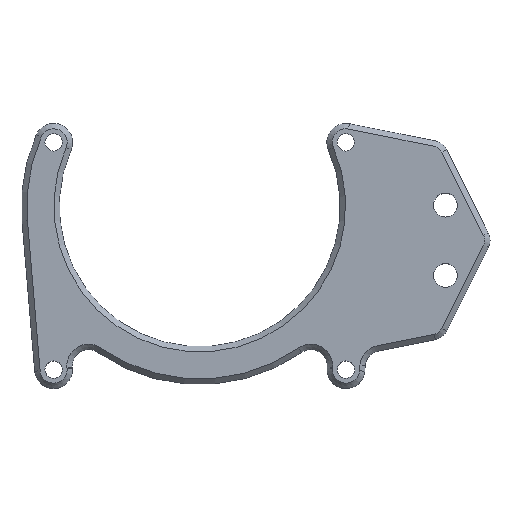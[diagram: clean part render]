
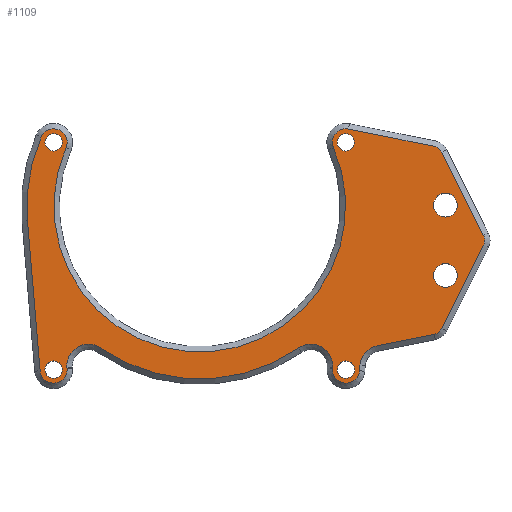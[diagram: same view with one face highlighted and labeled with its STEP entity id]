
A CAD part, top view. The second image highlights one B-rep face of the part: STEP entity #1109.
In plain terms, the highlighted planar face has unit normal (0, 0, 1).
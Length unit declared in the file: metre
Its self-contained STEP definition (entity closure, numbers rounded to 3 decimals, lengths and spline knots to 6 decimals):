
#52=CIRCLE('',#1201,0.0011);
#54=CIRCLE('',#1204,0.0011);
#56=CIRCLE('',#1207,0.0008);
#58=CIRCLE('',#1210,0.0008);
#60=CIRCLE('',#1213,0.0008);
#62=CIRCLE('',#1217,0.0008);
#64=CIRCLE('',#1220,0.001);
#65=CIRCLE('',#1221,0.00125);
#66=CIRCLE('',#1222,0.013479);
#67=CIRCLE('',#1223,0.00125);
#68=CIRCLE('',#1224,0.015979);
#69=CIRCLE('',#1225,0.00125);
#70=CIRCLE('',#1226,0.002);
#71=CIRCLE('',#1227,0.015979);
#72=CIRCLE('',#1228,0.002);
#73=CIRCLE('',#1229,0.00125);
#74=CIRCLE('',#1230,0.002);
#75=CIRCLE('',#1231,0.001);
#76=CIRCLE('',#1232,0.001);
#193=ORIENTED_EDGE('',*,*,#502,.F.);
#194=ORIENTED_EDGE('',*,*,#503,.F.);
#195=ORIENTED_EDGE('',*,*,#504,.F.);
#196=ORIENTED_EDGE('',*,*,#505,.F.);
#197=ORIENTED_EDGE('',*,*,#506,.F.);
#198=ORIENTED_EDGE('',*,*,#507,.F.);
#199=ORIENTED_EDGE('',*,*,#508,.F.);
#200=ORIENTED_EDGE('',*,*,#509,.F.);
#201=ORIENTED_EDGE('',*,*,#510,.F.);
#202=ORIENTED_EDGE('',*,*,#511,.F.);
#203=ORIENTED_EDGE('',*,*,#512,.F.);
#204=ORIENTED_EDGE('',*,*,#513,.F.);
#205=ORIENTED_EDGE('',*,*,#514,.F.);
#206=ORIENTED_EDGE('',*,*,#515,.F.);
#207=ORIENTED_EDGE('',*,*,#516,.F.);
#208=ORIENTED_EDGE('',*,*,#517,.F.);
#209=ORIENTED_EDGE('',*,*,#518,.F.);
#210=ORIENTED_EDGE('',*,*,#519,.F.);
#211=ORIENTED_EDGE('',*,*,#520,.F.);
#212=ORIENTED_EDGE('',*,*,#521,.F.);
#213=ORIENTED_EDGE('',*,*,#522,.F.);
#214=ORIENTED_EDGE('',*,*,#495,.T.);
#215=ORIENTED_EDGE('',*,*,#493,.T.);
#216=ORIENTED_EDGE('',*,*,#491,.F.);
#217=ORIENTED_EDGE('',*,*,#489,.T.);
#218=ORIENTED_EDGE('',*,*,#487,.T.);
#219=ORIENTED_EDGE('',*,*,#500,.F.);
#487=EDGE_CURVE('',#638,#638,#52,.T.);
#489=EDGE_CURVE('',#640,#640,#54,.T.);
#491=EDGE_CURVE('',#642,#642,#56,.T.);
#493=EDGE_CURVE('',#644,#644,#58,.T.);
#495=EDGE_CURVE('',#646,#646,#60,.T.);
#500=EDGE_CURVE('',#650,#650,#62,.T.);
#502=EDGE_CURVE('',#652,#653,#64,.T.);
#503=EDGE_CURVE('',#654,#652,#731,.T.);
#504=EDGE_CURVE('',#655,#654,#65,.T.);
#505=EDGE_CURVE('',#656,#655,#66,.F.);
#506=EDGE_CURVE('',#657,#656,#67,.T.);
#507=EDGE_CURVE('',#658,#657,#68,.T.);
#508=EDGE_CURVE('',#659,#658,#732,.T.);
#509=EDGE_CURVE('',#660,#659,#69,.T.);
#510=EDGE_CURVE('',#661,#660,#733,.T.);
#511=EDGE_CURVE('',#662,#661,#70,.F.);
#512=EDGE_CURVE('',#663,#662,#71,.T.);
#513=EDGE_CURVE('',#664,#663,#72,.F.);
#514=EDGE_CURVE('',#665,#664,#734,.T.);
#515=EDGE_CURVE('',#666,#665,#73,.T.);
#516=EDGE_CURVE('',#667,#666,#735,.T.);
#517=EDGE_CURVE('',#668,#667,#74,.F.);
#518=EDGE_CURVE('',#669,#668,#736,.T.);
#519=EDGE_CURVE('',#670,#669,#75,.T.);
#520=EDGE_CURVE('',#671,#670,#737,.T.);
#521=EDGE_CURVE('',#672,#671,#76,.T.);
#522=EDGE_CURVE('',#653,#672,#738,.T.);
#638=VERTEX_POINT('',#1779);
#640=VERTEX_POINT('',#1784);
#642=VERTEX_POINT('',#1789);
#644=VERTEX_POINT('',#1794);
#646=VERTEX_POINT('',#1799);
#650=VERTEX_POINT('',#1810);
#652=VERTEX_POINT('',#1815);
#653=VERTEX_POINT('',#1816);
#654=VERTEX_POINT('',#1818);
#655=VERTEX_POINT('',#1820);
#656=VERTEX_POINT('',#1822);
#657=VERTEX_POINT('',#1824);
#658=VERTEX_POINT('',#1826);
#659=VERTEX_POINT('',#1828);
#660=VERTEX_POINT('',#1830);
#661=VERTEX_POINT('',#1832);
#662=VERTEX_POINT('',#1834);
#663=VERTEX_POINT('',#1836);
#664=VERTEX_POINT('',#1838);
#665=VERTEX_POINT('',#1840);
#666=VERTEX_POINT('',#1842);
#667=VERTEX_POINT('',#1844);
#668=VERTEX_POINT('',#1846);
#669=VERTEX_POINT('',#1848);
#670=VERTEX_POINT('',#1850);
#671=VERTEX_POINT('',#1852);
#672=VERTEX_POINT('',#1854);
#731=LINE('',#1817,#826);
#732=LINE('',#1827,#827);
#733=LINE('',#1831,#828);
#734=LINE('',#1839,#829);
#735=LINE('',#1843,#830);
#736=LINE('',#1847,#831);
#737=LINE('',#1851,#832);
#738=LINE('',#1855,#833);
#826=VECTOR('',#1444,1.);
#827=VECTOR('',#1453,1.);
#828=VECTOR('',#1456,1.);
#829=VECTOR('',#1463,1.);
#830=VECTOR('',#1466,1.);
#831=VECTOR('',#1469,1.);
#832=VECTOR('',#1472,1.);
#833=VECTOR('',#1475,1.);
#911=EDGE_LOOP('',(#193,#194,#195,#196,#197,#198,#199,#200,#201,#202,#203,
#204,#205,#206,#207,#208,#209,#210,#211,#212,#213));
#912=EDGE_LOOP('',(#214));
#913=EDGE_LOOP('',(#215));
#914=EDGE_LOOP('',(#216));
#915=EDGE_LOOP('',(#217));
#916=EDGE_LOOP('',(#218));
#917=EDGE_LOOP('',(#219));
#1000=FACE_BOUND('',#911,.T.);
#1001=FACE_BOUND('',#912,.T.);
#1002=FACE_BOUND('',#913,.T.);
#1003=FACE_BOUND('',#914,.T.);
#1004=FACE_BOUND('',#915,.T.);
#1005=FACE_BOUND('',#916,.T.);
#1006=FACE_BOUND('',#917,.T.);
#1070=PLANE('',#1219);
#1109=ADVANCED_FACE('',(#1000,#1001,#1002,#1003,#1004,#1005,#1006),#1070,
 .T.);
#1201=AXIS2_PLACEMENT_3D('',#1778,#1401,#1402);
#1204=AXIS2_PLACEMENT_3D('',#1783,#1407,#1408);
#1207=AXIS2_PLACEMENT_3D('',#1788,#1413,#1414);
#1210=AXIS2_PLACEMENT_3D('',#1793,#1419,#1420);
#1213=AXIS2_PLACEMENT_3D('',#1798,#1425,#1426);
#1217=AXIS2_PLACEMENT_3D('',#1809,#1436,#1437);
#1219=AXIS2_PLACEMENT_3D('',#1813,#1440,#1441);
#1220=AXIS2_PLACEMENT_3D('',#1814,#1442,#1443);
#1221=AXIS2_PLACEMENT_3D('',#1819,#1445,#1446);
#1222=AXIS2_PLACEMENT_3D('',#1821,#1447,#1448);
#1223=AXIS2_PLACEMENT_3D('',#1823,#1449,#1450);
#1224=AXIS2_PLACEMENT_3D('',#1825,#1451,#1452);
#1225=AXIS2_PLACEMENT_3D('',#1829,#1454,#1455);
#1226=AXIS2_PLACEMENT_3D('',#1833,#1457,#1458);
#1227=AXIS2_PLACEMENT_3D('',#1835,#1459,#1460);
#1228=AXIS2_PLACEMENT_3D('',#1837,#1461,#1462);
#1229=AXIS2_PLACEMENT_3D('',#1841,#1464,#1465);
#1230=AXIS2_PLACEMENT_3D('',#1845,#1467,#1468);
#1231=AXIS2_PLACEMENT_3D('',#1849,#1470,#1471);
#1232=AXIS2_PLACEMENT_3D('',#1853,#1473,#1474);
#1401=DIRECTION('',(0.,0.,-1.));
#1402=DIRECTION('',(-1.,0.,0.));
#1407=DIRECTION('',(0.,0.,-1.));
#1408=DIRECTION('',(-1.,0.,0.));
#1413=DIRECTION('',(0.,0.,1.));
#1414=DIRECTION('',(-1.,0.,0.));
#1419=DIRECTION('',(0.,0.,-1.));
#1420=DIRECTION('',(-1.,0.,0.));
#1425=DIRECTION('',(0.,0.,-1.));
#1426=DIRECTION('',(-1.,0.,0.));
#1436=DIRECTION('',(0.,0.,1.));
#1437=DIRECTION('',(-1.,0.,0.));
#1440=DIRECTION('',(0.,0.,1.));
#1441=DIRECTION('',(-1.,0.,0.));
#1442=DIRECTION('',(0.,0.,-1.));
#1443=DIRECTION('',(-1.,0.,0.));
#1444=DIRECTION('',(0.98,-0.197,0.));
#1445=DIRECTION('',(0.,0.,-1.));
#1446=DIRECTION('',(-1.,0.,0.));
#1447=DIRECTION('',(0.,0.,-1.));
#1448=DIRECTION('',(-1.,0.,0.));
#1449=DIRECTION('',(0.,0.,-1.));
#1450=DIRECTION('',(-1.,0.,0.));
#1451=DIRECTION('',(0.,0.,-1.));
#1452=DIRECTION('',(-1.,0.,0.));
#1453=DIRECTION('',(-0.084,0.996,0.));
#1454=DIRECTION('',(0.,0.,-1.));
#1455=DIRECTION('',(-1.,0.,0.));
#1456=DIRECTION('',(0.084,-0.996,0.));
#1457=DIRECTION('',(0.,0.,-1.));
#1458=DIRECTION('',(-1.,0.,0.));
#1459=DIRECTION('',(0.,0.,-1.));
#1460=DIRECTION('',(-1.,0.,0.));
#1461=DIRECTION('',(0.,0.,-1.));
#1462=DIRECTION('',(-1.,0.,0.));
#1463=DIRECTION('',(0.084,0.996,0.));
#1464=DIRECTION('',(0.,0.,-1.));
#1465=DIRECTION('',(-1.,0.,0.));
#1466=DIRECTION('',(-0.084,-0.996,0.));
#1467=DIRECTION('',(0.,0.,-1.));
#1468=DIRECTION('',(-1.,0.,0.));
#1469=DIRECTION('',(-0.98,-0.197,0.));
#1470=DIRECTION('',(0.,0.,-1.));
#1471=DIRECTION('',(-1.,0.,0.));
#1472=DIRECTION('',(-0.447,-0.895,0.));
#1473=DIRECTION('',(0.,0.,-1.));
#1474=DIRECTION('',(-1.,0.,0.));
#1475=DIRECTION('',(0.447,-0.895,0.));
#1778=CARTESIAN_POINT('',(-0.0043,-0.003259,0.00495));
#1779=CARTESIAN_POINT('',(-0.0054,-0.003259,0.00495));
#1783=CARTESIAN_POINT('',(-0.0043,0.003241,0.00495));
#1784=CARTESIAN_POINT('',(-0.0054,0.003241,0.00495));
#1788=CARTESIAN_POINT('',(-0.01349,-0.011961,0.00495));
#1789=CARTESIAN_POINT('',(-0.01429,-0.011961,0.00495));
#1793=CARTESIAN_POINT('',(-0.040497,0.009039,0.00495));
#1794=CARTESIAN_POINT('',(-0.041297,0.009039,0.00495));
#1798=CARTESIAN_POINT('',(-0.040504,-0.011961,0.00495));
#1799=CARTESIAN_POINT('',(-0.041304,-0.011961,0.00495));
#1809=CARTESIAN_POINT('',(-0.013497,0.009039,0.00495));
#1810=CARTESIAN_POINT('',(-0.014297,0.009039,0.00495));
#1813=CARTESIAN_POINT('',(-0.021738,-0.001461,0.00495));
#1814=CARTESIAN_POINT('',(-0.005526,0.007696,0.00495));
#1815=CARTESIAN_POINT('',(-0.005329,0.008676,0.00495));
#1816=CARTESIAN_POINT('',(-0.004632,0.008143,0.00495));
#1817=CARTESIAN_POINT('',(-0.005329,0.008676,0.00495));
#1818=CARTESIAN_POINT('',(-0.013251,0.010265,0.00495));
#1819=CARTESIAN_POINT('',(-0.013497,0.009039,0.00495));
#1820=CARTESIAN_POINT('',(-0.014643,0.008539,0.00495));
#1821=CARTESIAN_POINT('',(-0.026997,0.00315,0.00495));
#1822=CARTESIAN_POINT('',(-0.039351,0.008539,0.00495));
#1823=CARTESIAN_POINT('',(-0.040497,0.009039,0.00495));
#1824=CARTESIAN_POINT('',(-0.041643,0.009539,0.00495));
#1825=CARTESIAN_POINT('',(-0.026997,0.00315,0.00495));
#1826=CARTESIAN_POINT('',(-0.042919,0.001808,0.00495));
#1827=CARTESIAN_POINT('',(-0.042919,0.001808,0.00495));
#1828=CARTESIAN_POINT('',(-0.04175,-0.012066,0.00495));
#1829=CARTESIAN_POINT('',(-0.040504,-0.011961,0.00495));
#1830=CARTESIAN_POINT('',(-0.039259,-0.011856,0.00495));
#1831=CARTESIAN_POINT('',(-0.040005,-0.003,0.00495));
#1832=CARTESIAN_POINT('',(-0.039266,-0.011771,0.00495));
#1833=CARTESIAN_POINT('',(-0.037273,-0.011603,0.00495));
#1834=CARTESIAN_POINT('',(-0.03613,-0.009962,0.00495));
#1835=CARTESIAN_POINT('',(-0.026997,0.00315,0.00495));
#1836=CARTESIAN_POINT('',(-0.017864,-0.009962,0.00495));
#1837=CARTESIAN_POINT('',(-0.016721,-0.011603,0.00495));
#1838=CARTESIAN_POINT('',(-0.014728,-0.011771,0.00495));
#1839=CARTESIAN_POINT('',(-0.014728,-0.011771,0.00495));
#1840=CARTESIAN_POINT('',(-0.014735,-0.011856,0.00495));
#1841=CARTESIAN_POINT('',(-0.01349,-0.011961,0.00495));
#1842=CARTESIAN_POINT('',(-0.012244,-0.012066,0.00495));
#1843=CARTESIAN_POINT('',(-0.012244,-0.012066,0.00495));
#1844=CARTESIAN_POINT('',(-0.0122,-0.011545,0.00495));
#1845=CARTESIAN_POINT('',(-0.010207,-0.011713,0.00495));
#1846=CARTESIAN_POINT('',(-0.010601,-0.009752,0.00495));
#1847=CARTESIAN_POINT('',(-0.010601,-0.009752,0.00495));
#1848=CARTESIAN_POINT('',(-0.005329,-0.008695,0.00495));
#1849=CARTESIAN_POINT('',(-0.005526,-0.007715,0.00495));
#1850=CARTESIAN_POINT('',(-0.004632,-0.008161,0.00495));
#1851=CARTESIAN_POINT('',(-0.004632,-0.008161,0.00495));
#1852=CARTESIAN_POINT('',(-0.000782,-0.000456,0.00495));
#1853=CARTESIAN_POINT('',(-0.001677,-0.000009,0.00495));
#1854=CARTESIAN_POINT('',(-0.000782,0.000437,0.00495));
#1855=CARTESIAN_POINT('',(-0.004209,0.007296,0.00495));
